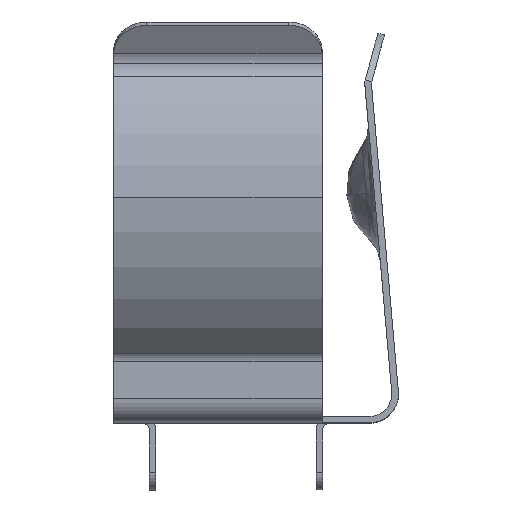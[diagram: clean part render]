
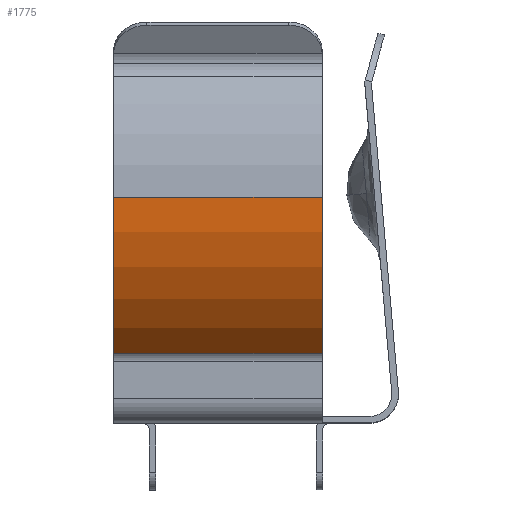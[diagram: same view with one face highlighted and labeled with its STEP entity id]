
A CAD part, top view. The second image highlights one B-rep face of the part: STEP entity #1775.
In plain terms, the highlighted cylindrical face has radius 9.305 mm (diameter 18.61 mm), a partial arc.
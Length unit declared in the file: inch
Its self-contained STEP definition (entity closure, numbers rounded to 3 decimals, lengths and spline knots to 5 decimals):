
#6 = FACE_OUTER_BOUND ( 'NONE', #1817, .T. ) ;
#75 = CARTESIAN_POINT ( 'NONE',  ( 0.375, 0.11361, 0.22611 ) ) ;
#358 = DIRECTION ( 'NONE',  ( -1., 0., 0. ) ) ;
#817 = EDGE_CURVE ( 'NONE', #2124, #3022, #2142, .T. ) ;
#860 = CARTESIAN_POINT ( 'NONE',  ( 0.375, 0.3937, -0.01 ) ) ;
#1004 = LINE ( 'NONE', #1320, #2594 ) ;
#1138 = EDGE_CURVE ( 'NONE', #3022, #2437, #1345, .T. ) ;
#1224 = CARTESIAN_POINT ( 'NONE',  ( 0., 0.11361, 0.22611 ) ) ;
#1255 = CARTESIAN_POINT ( 'NONE',  ( 0., 0.3937, -0.01 ) ) ;
#1320 = CARTESIAN_POINT ( 'NONE',  ( 0., 0.3937, 0.35633 ) ) ;
#1345 = CIRCLE ( 'NONE', #1989, 0.36633 ) ;
#1365 = DIRECTION ( 'NONE',  ( 0., 0., 1. ) ) ;
#1403 = CARTESIAN_POINT ( 'NONE',  ( 0., 0.3937, -0.01 ) ) ;
#1415 = VERTEX_POINT ( 'NONE', #3352 ) ;
#1528 = DIRECTION ( 'NONE',  ( 1., 0., 0. ) ) ;
#1624 = VECTOR ( 'NONE', #1528, 39.37008 ) ;
#1765 = AXIS2_PLACEMENT_3D ( 'NONE', #1403, #2255, #1365 ) ;
#1775 = ADVANCED_FACE ( 'NONE', ( #6 ), #2501, .T. ) ;
#1817 = EDGE_LOOP ( 'NONE', ( #2144, #1872, #3636, #1975 ) ) ;
#1872 = ORIENTED_EDGE ( 'NONE', *, *, #3435, .T. ) ;
#1874 = CARTESIAN_POINT ( 'NONE',  ( 0., 0.11361, 0.22611 ) ) ;
#1975 = ORIENTED_EDGE ( 'NONE', *, *, #817, .T. ) ;
#1981 = DIRECTION ( 'NONE',  ( 0., 0., 1. ) ) ;
#1989 = AXIS2_PLACEMENT_3D ( 'NONE', #860, #358, #1981 ) ;
#2124 = VERTEX_POINT ( 'NONE', #1224 ) ;
#2131 = DIRECTION ( 'NONE',  ( -1., 0., 0. ) ) ;
#2142 = LINE ( 'NONE', #1874, #1624 ) ;
#2144 = ORIENTED_EDGE ( 'NONE', *, *, #1138, .T. ) ;
#2255 = DIRECTION ( 'NONE',  ( -1., 0., 0. ) ) ;
#2437 = VERTEX_POINT ( 'NONE', #3330 ) ;
#2501 = CYLINDRICAL_SURFACE ( 'NONE', #1765, 0.36633 ) ;
#2594 = VECTOR ( 'NONE', #2131, 39.37008 ) ;
#2704 = DIRECTION ( 'NONE',  ( 0., 0., 1. ) ) ;
#2814 = EDGE_CURVE ( 'NONE', #2124, #1415, #2945, .T. ) ;
#2945 = CIRCLE ( 'NONE', #3188, 0.36633 ) ;
#3022 = VERTEX_POINT ( 'NONE', #75 ) ;
#3188 = AXIS2_PLACEMENT_3D ( 'NONE', #1255, #3503, #2704 ) ;
#3330 = CARTESIAN_POINT ( 'NONE',  ( 0.375, 0.3937, 0.35633 ) ) ;
#3352 = CARTESIAN_POINT ( 'NONE',  ( 0., 0.3937, 0.35633 ) ) ;
#3435 = EDGE_CURVE ( 'NONE', #2437, #1415, #1004, .T. ) ;
#3503 = DIRECTION ( 'NONE',  ( -1., 0., 0. ) ) ;
#3636 = ORIENTED_EDGE ( 'NONE', *, *, #2814, .F. ) ;
